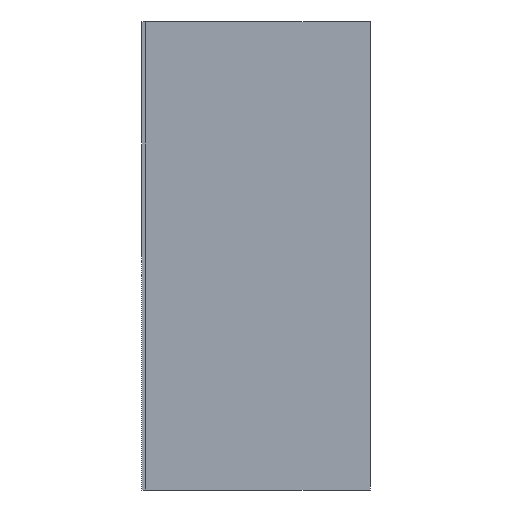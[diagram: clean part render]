
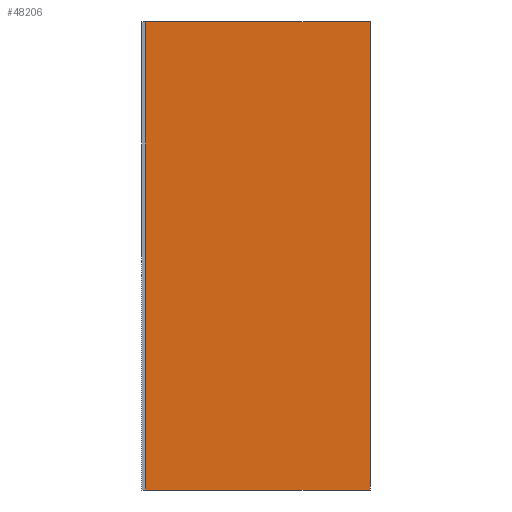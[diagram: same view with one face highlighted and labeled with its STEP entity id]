
A CAD part, left-side view. The second image highlights one B-rep face of the part: STEP entity #48206.
In plain terms, the highlighted planar face has unit normal (-1, 0, 0).
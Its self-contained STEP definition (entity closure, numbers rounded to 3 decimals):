
#48206 = ADVANCED_FACE('',(#48207),#48241,.F.);
#48207 = FACE_BOUND('',#48208,.F.);
#48208 = EDGE_LOOP('',(#48209,#48219,#48227,#48235));
#48209 = ORIENTED_EDGE('',*,*,#48210,.T.);
#48210 = EDGE_CURVE('',#48211,#48213,#48215,.T.);
#48211 = VERTEX_POINT('',#48212);
#48212 = CARTESIAN_POINT('',(0.,0.,250.));
#48213 = VERTEX_POINT('',#48214);
#48214 = CARTESIAN_POINT('',(0.,-120.,250.));
#48215 = LINE('',#48216,#48217);
#48216 = CARTESIAN_POINT('',(0.,0.,250.));
#48217 = VECTOR('',#48218,1.);
#48218 = DIRECTION('',(0.,-1.,0.));
#48219 = ORIENTED_EDGE('',*,*,#48220,.T.);
#48220 = EDGE_CURVE('',#48213,#48221,#48223,.T.);
#48221 = VERTEX_POINT('',#48222);
#48222 = CARTESIAN_POINT('',(0.,-120.,0.));
#48223 = LINE('',#48224,#48225);
#48224 = CARTESIAN_POINT('',(0.,-120.,250.));
#48225 = VECTOR('',#48226,1.);
#48226 = DIRECTION('',(0.,0.,-1.));
#48227 = ORIENTED_EDGE('',*,*,#48228,.F.);
#48228 = EDGE_CURVE('',#48229,#48221,#48231,.T.);
#48229 = VERTEX_POINT('',#48230);
#48230 = CARTESIAN_POINT('',(0.,0.,0.));
#48231 = LINE('',#48232,#48233);
#48232 = CARTESIAN_POINT('',(0.,0.,0.));
#48233 = VECTOR('',#48234,1.);
#48234 = DIRECTION('',(0.,-1.,0.));
#48235 = ORIENTED_EDGE('',*,*,#48236,.F.);
#48236 = EDGE_CURVE('',#48211,#48229,#48237,.T.);
#48237 = LINE('',#48238,#48239);
#48238 = CARTESIAN_POINT('',(0.,0.,250.));
#48239 = VECTOR('',#48240,1.);
#48240 = DIRECTION('',(0.,0.,-1.));
#48241 = PLANE('',#48242);
#48242 = AXIS2_PLACEMENT_3D('',#48243,#48244,#48245);
#48243 = CARTESIAN_POINT('',(0.,0.,250.));
#48244 = DIRECTION('',(1.,0.,0.));
#48245 = DIRECTION('',(0.,0.,-1.));
